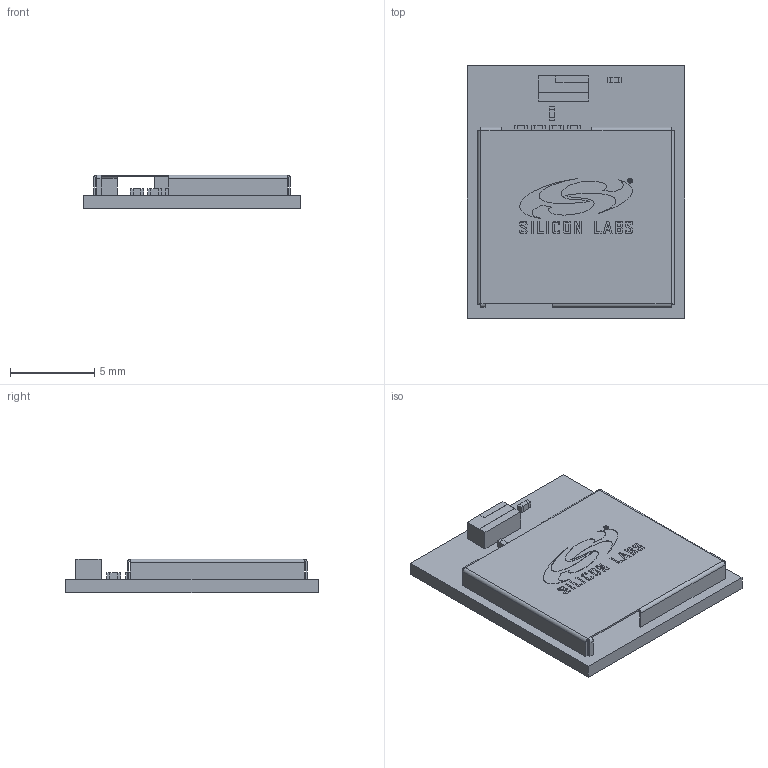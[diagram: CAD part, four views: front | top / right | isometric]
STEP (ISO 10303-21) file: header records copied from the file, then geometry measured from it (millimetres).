
FILE_DESCRIPTION(/* description */ (''),/* implementation_level */ '2;1');
FILE_NAME(/* name */ 'MGM210P.step',/* time_stamp */ '2022-11-01T13:37:13+01:00',/* author */ (''),/* organization */ (''),/* preprocessor_version */ 'ST-DEVELOPER v19.2',/* originating_system */ 'Autodesk Translation Framework v11.17.0.187',/* authorisation */ '');
FILE_SCHEMA (('AUTOMOTIVE_DESIGN { 1 0 10303 214 3 1 1 }'));
Length unit declared in the file: millimetre
Products named in the file (1): MGM210P032JIA2R
Bounding box: 12.9 x 15 x 2 mm (x, y, z)
Volume: 176.5 mm3; surface area: 916.4 mm2
Topology: 52 solids, 52 shells, 654 faces, 1460 edges, 960 vertices
Faces by surface type: plane 524, cylinder 74, bspline 56
Entity records: 20488 total; most frequent: CARTESIAN_POINT 6085, ORIENTED_EDGE 2920, DIRECTION 2678, EDGE_CURVE 1460, LINE 1216, VECTOR 1216, VERTEX_POINT 960, AXIS2_PLACEMENT_3D 731
